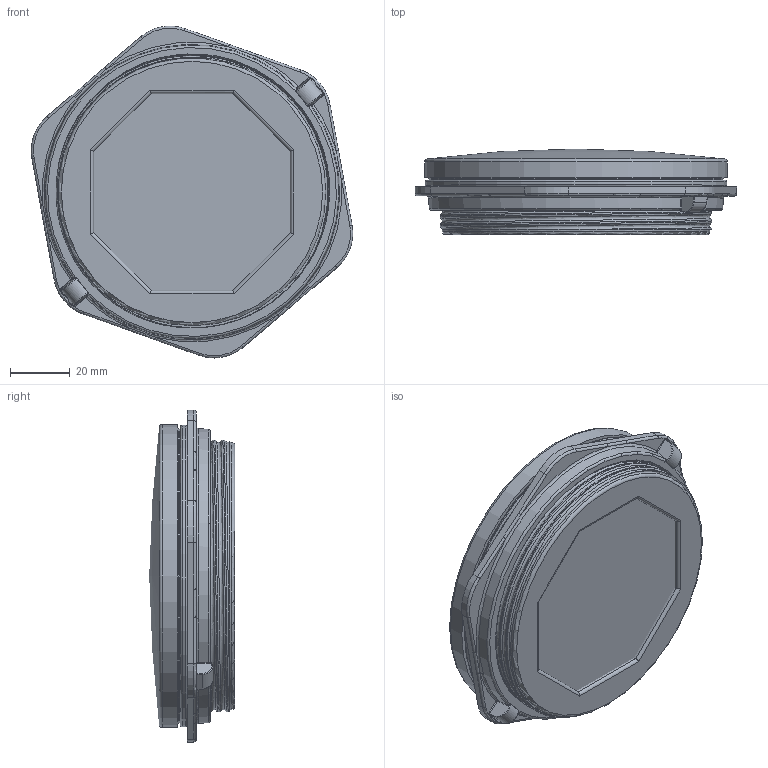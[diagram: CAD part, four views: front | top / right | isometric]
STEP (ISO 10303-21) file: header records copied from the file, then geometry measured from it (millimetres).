
FILE_DESCRIPTION(/* description */ (''),/* implementation_level */ '2;1');
FILE_NAME(/* name */ 'HW-FGHP-250-350.stp',/* time_stamp */ '2014-03-24T13:55:55-05:00',/* author */ ('jtigges'),/* organization */ (''),/* preprocessor_version */ 'ST-DEVELOPER v15.2',/* originating_system */ 'Autodesk Inventor 2014',/* authorisation */ '');
FILE_SCHEMA (('AUTOMOTIVE_DESIGN { 1 0 10303 214 3 1 1 }'));
Length unit declared in the file: inch
Products named in the file (1): HPSERIES6_STP
Bounding box: 107.87 x 28.7 x 111.33 mm (x, y, z)
Volume: 134309 mm3; surface area: 41537.5 mm2
Topology: 3 solids, 3 shells, 167 faces, 390 edges, 224 vertices
Faces by surface type: bspline 56, cylinder 55, plane 37, torus 16, cone 2, sphere 1
Full cylindrical faces by diameter (mm): 89.662 x1, 91.44 x1, 98.552 x1, 101.092 x1, 101.6 x1
Entity records: 11688 total; most frequent: CARTESIAN_POINT 8183, ORIENTED_EDGE 740, DIRECTION 664, EDGE_CURVE 370, AXIS2_PLACEMENT_3D 277, VERTEX_POINT 223, EDGE_LOOP 185, FACE_OUTER_BOUND 167
